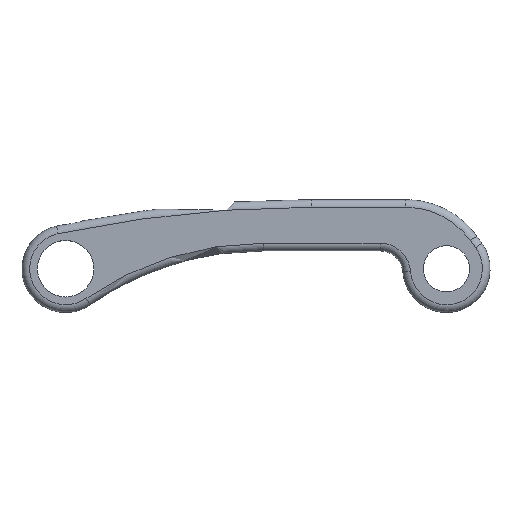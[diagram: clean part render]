
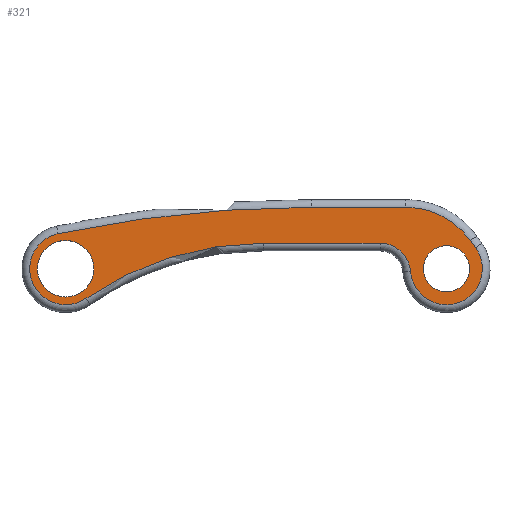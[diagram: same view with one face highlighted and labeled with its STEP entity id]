
A CAD part, top view. The second image highlights one B-rep face of the part: STEP entity #321.
In plain terms, the highlighted planar face has unit normal (0, 0, 1).
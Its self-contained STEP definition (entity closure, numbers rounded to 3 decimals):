
#27=LINE('',#537,#37);
#28=LINE('',#563,#38);
#31=LINE('',#605,#41);
#37=VECTOR('',#428,10.);
#38=VECTOR('',#443,10.);
#41=VECTOR('',#470,10.);
#56=FACE_BOUND('',#91,.T.);
#57=FACE_BOUND('',#92,.T.);
#69=FACE_OUTER_BOUND('',#90,.T.);
#90=EDGE_LOOP('',(#256,#257,#258,#259,#260,#261,#262,#263,#264));
#91=EDGE_LOOP('',(#265));
#92=EDGE_LOOP('',(#266));
#104=CIRCLE('',#348,9.);
#110=CIRCLE('',#356,14.);
#113=CIRCLE('',#361,30.959);
#118=CIRCLE('',#368,478.072);
#121=CIRCLE('',#372,14.);
#125=CIRCLE('',#378,11.939);
#126=CIRCLE('',#379,122.223);
#127=CIRCLE('',#380,11.);
#136=VERTEX_POINT('',#516);
#140=VERTEX_POINT('',#526);
#142=VERTEX_POINT('',#530);
#144=VERTEX_POINT('',#535);
#145=VERTEX_POINT('',#543);
#149=VERTEX_POINT('',#560);
#152=VERTEX_POINT('',#567);
#155=VERTEX_POINT('',#584);
#158=VERTEX_POINT('',#603);
#159=VERTEX_POINT('',#604);
#160=VERTEX_POINT('',#608);
#167=EDGE_CURVE('',#136,#136,#104,.T.);
#174=EDGE_CURVE('',#142,#140,#110,.T.);
#176=EDGE_CURVE('',#144,#142,#27,.T.);
#179=EDGE_CURVE('',#145,#144,#113,.T.);
#184=EDGE_CURVE('',#149,#145,#28,.T.);
#187=EDGE_CURVE('',#152,#149,#118,.T.);
#191=EDGE_CURVE('',#155,#152,#121,.T.);
#197=EDGE_CURVE('',#158,#159,#31,.T.);
#198=EDGE_CURVE('',#140,#158,#125,.T.);
#199=EDGE_CURVE('',#159,#155,#126,.T.);
#200=EDGE_CURVE('',#160,#160,#127,.T.);
#256=ORIENTED_EDGE('',*,*,#197,.F.);
#257=ORIENTED_EDGE('',*,*,#198,.F.);
#258=ORIENTED_EDGE('',*,*,#174,.F.);
#259=ORIENTED_EDGE('',*,*,#176,.F.);
#260=ORIENTED_EDGE('',*,*,#179,.F.);
#261=ORIENTED_EDGE('',*,*,#184,.F.);
#262=ORIENTED_EDGE('',*,*,#187,.F.);
#263=ORIENTED_EDGE('',*,*,#191,.F.);
#264=ORIENTED_EDGE('',*,*,#199,.F.);
#265=ORIENTED_EDGE('',*,*,#167,.T.);
#266=ORIENTED_EDGE('',*,*,#200,.T.);
#308=PLANE('',#377);
#321=ADVANCED_FACE('',(#69,#56,#57),#308,.T.);
#348=AXIS2_PLACEMENT_3D('',#517,#405,#406);
#356=AXIS2_PLACEMENT_3D('',#532,#422,#423);
#361=AXIS2_PLACEMENT_3D('',#546,#433,#434);
#368=AXIS2_PLACEMENT_3D('',#569,#449,#450);
#372=AXIS2_PLACEMENT_3D('',#586,#457,#458);
#377=AXIS2_PLACEMENT_3D('',#602,#468,#469);
#378=AXIS2_PLACEMENT_3D('',#606,#471,#472);
#379=AXIS2_PLACEMENT_3D('',#607,#473,#474);
#380=AXIS2_PLACEMENT_3D('',#609,#475,#476);
#405=DIRECTION('center_axis',(0.,0.,-1.));
#406=DIRECTION('ref_axis',(-1.,0.,0.));
#422=DIRECTION('center_axis',(0.,0.,-1.));
#423=DIRECTION('ref_axis',(0.342,-0.94,0.));
#428=DIRECTION('',(0.582,-0.813,0.));
#433=DIRECTION('center_axis',(0.,0.,-1.));
#434=DIRECTION('ref_axis',(0.457,0.89,0.));
#443=DIRECTION('',(1.,0.,0.));
#449=DIRECTION('center_axis',(0.,0.,-1.));
#450=DIRECTION('ref_axis',(-0.104,0.995,0.));
#457=DIRECTION('center_axis',(0.,0.,-1.));
#458=DIRECTION('ref_axis',(-0.919,-0.394,0.));
#468=DIRECTION('center_axis',(0.,0.,1.));
#469=DIRECTION('ref_axis',(1.,0.,0.));
#470=DIRECTION('',(-1.,0.,0.));
#471=DIRECTION('center_axis',(0.,0.,1.));
#472=DIRECTION('ref_axis',(0.68,0.733,0.));
#473=DIRECTION('center_axis',(0.,0.,1.));
#474=DIRECTION('ref_axis',(-0.297,0.955,0.));
#475=DIRECTION('center_axis',(0.,0.,-1.));
#476=DIRECTION('ref_axis',(-1.,0.,0.));
#516=CARTESIAN_POINT('',(83.2,0.,6.));
#517=CARTESIAN_POINT('Origin',(74.2,0.,6.));
#526=CARTESIAN_POINT('',(60.24,-1.06,6.));
#530=CARTESIAN_POINT('',(85.58,8.155,6.));
#532=CARTESIAN_POINT('Origin',(74.2,0.,6.));
#535=CARTESIAN_POINT('',(83.505,11.05,6.));
#537=CARTESIAN_POINT('',(71.478,27.833,6.));
#543=CARTESIAN_POINT('',(58.34,23.976,6.));
#546=CARTESIAN_POINT('Origin',(58.34,-6.983,6.));
#560=CARTESIAN_POINT('',(21.506,23.976,6.));
#563=CARTESIAN_POINT('',(31.099,23.976,6.));
#567=CARTESIAN_POINT('',(-77.087,13.699,6.));
#569=CARTESIAN_POINT('Origin',(21.506,-454.096,6.));
#584=CARTESIAN_POINT('',(-66.268,-11.536,6.));
#586=CARTESIAN_POINT('Origin',(-74.2,0.,6.));
#602=CARTESIAN_POINT('Origin',(3.859,9.16,6.));
#603=CARTESIAN_POINT('',(48.335,9.976,6.));
#604=CARTESIAN_POINT('',(2.984,9.976,6.));
#605=CARTESIAN_POINT('',(3.421,9.976,6.));
#606=CARTESIAN_POINT('Origin',(48.335,-1.963,6.));
#607=CARTESIAN_POINT('Origin',(2.984,-112.247,6.));
#608=CARTESIAN_POINT('',(-63.2,0.,6.));
#609=CARTESIAN_POINT('Origin',(-74.2,0.,6.));
